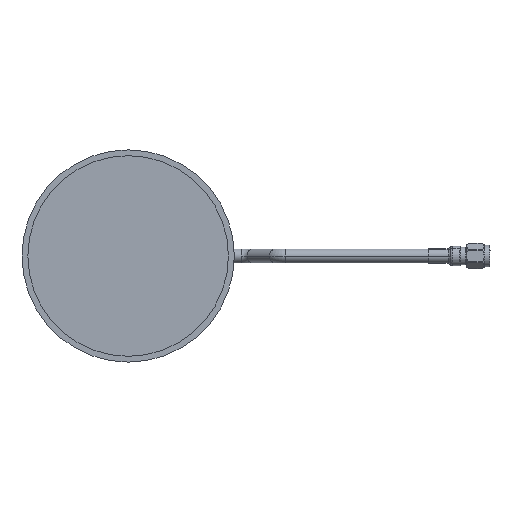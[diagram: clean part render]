
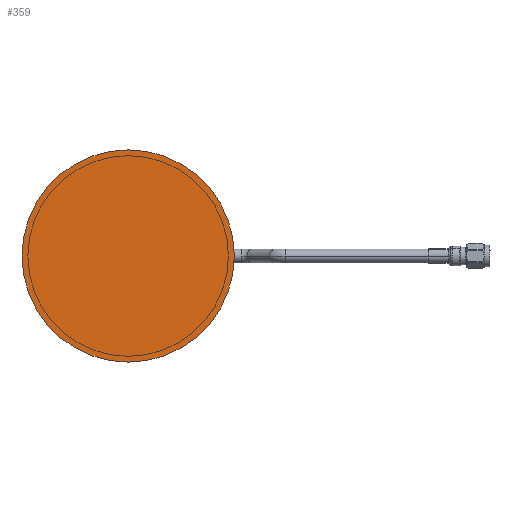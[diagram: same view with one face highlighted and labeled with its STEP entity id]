
A CAD part, front view. The second image highlights one B-rep face of the part: STEP entity #359.
In plain terms, the highlighted planar face has unit normal (0, -1, 0).
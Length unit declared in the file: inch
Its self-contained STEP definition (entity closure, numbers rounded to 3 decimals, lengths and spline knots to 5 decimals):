
#359 = ADVANCED_FACE ( 'NONE', ( #1454 ), #8653, .F. ) ;
#1027 = EDGE_LOOP ( 'NONE', ( #10271, #11394 ) ) ;
#1454 = FACE_OUTER_BOUND ( 'NONE', #1027, .T. ) ;
#1691 = EDGE_CURVE ( 'NONE', #12310, #5455, #5387, .T. ) ;
#3541 = DIRECTION ( 'NONE',  ( 0., 1., 0. ) ) ;
#4531 = CARTESIAN_POINT ( 'NONE',  ( 0., -0.00984, 0. ) ) ;
#5387 = CIRCLE ( 'NONE', #10660, 1.49606 ) ;
#5455 = VERTEX_POINT ( 'NONE', #6227 ) ;
#5641 = DIRECTION ( 'NONE',  ( 0., 1., 0. ) ) ;
#6227 = CARTESIAN_POINT ( 'NONE',  ( 0., -0.00984, -1.49606 ) ) ;
#6494 = EDGE_CURVE ( 'NONE', #5455, #12310, #6973, .T. ) ;
#6973 = CIRCLE ( 'NONE', #12448, 1.49606 ) ;
#8459 = CARTESIAN_POINT ( 'NONE',  ( 0., -0.00984, 0. ) ) ;
#8653 = PLANE ( 'NONE',  #9559 ) ;
#9063 = DIRECTION ( 'NONE',  ( 0., 0., -1. ) ) ;
#9214 = CARTESIAN_POINT ( 'NONE',  ( 0., -0.00984, 0. ) ) ;
#9559 = AXIS2_PLACEMENT_3D ( 'NONE', #8459, #3541, #12483 ) ;
#10264 = DIRECTION ( 'NONE',  ( 0., 1., 0. ) ) ;
#10271 = ORIENTED_EDGE ( 'NONE', *, *, #6494, .F. ) ;
#10660 = AXIS2_PLACEMENT_3D ( 'NONE', #9214, #10264, #9063 ) ;
#10901 = CARTESIAN_POINT ( 'NONE',  ( 0., -0.00984, 1.49606 ) ) ;
#11394 = ORIENTED_EDGE ( 'NONE', *, *, #1691, .F. ) ;
#12310 = VERTEX_POINT ( 'NONE', #10901 ) ;
#12448 = AXIS2_PLACEMENT_3D ( 'NONE', #4531, #5641, #12497 ) ;
#12483 = DIRECTION ( 'NONE',  ( 0., 0., 1. ) ) ;
#12497 = DIRECTION ( 'NONE',  ( 0., 0., -1. ) ) ;
